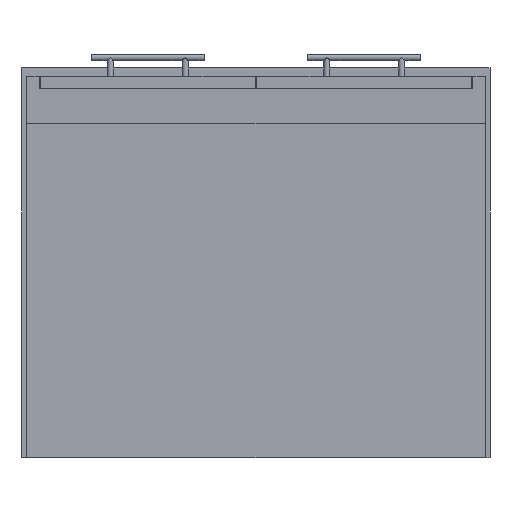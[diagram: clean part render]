
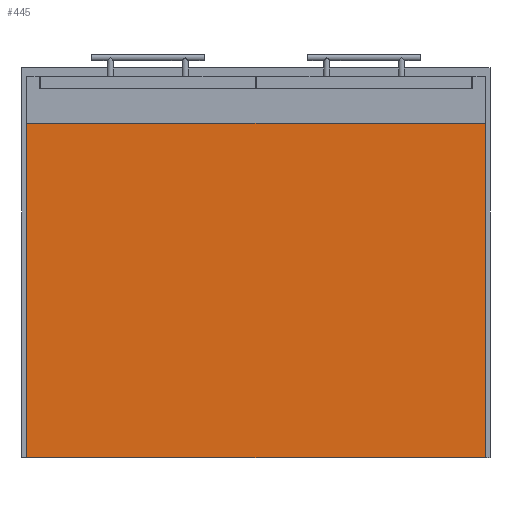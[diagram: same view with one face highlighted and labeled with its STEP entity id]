
A CAD part, front view. The second image highlights one B-rep face of the part: STEP entity #445.
In plain terms, the highlighted planar face has unit normal (0, -1, 0).
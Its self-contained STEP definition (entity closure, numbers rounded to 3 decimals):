
#86 = VERTEX_POINT ( 'NONE', #878 ) ;
#187 = EDGE_CURVE ( 'NONE', #1212, #86, #1452, .T. ) ;
#210 = CARTESIAN_POINT ( 'NONE',  ( 294., -490., 429. ) ) ;
#226 = ORIENTED_EDGE ( 'NONE', *, *, #187, .F. ) ;
#252 = CARTESIAN_POINT ( 'NONE',  ( 748.468, -490., 0. ) ) ;
#420 = CARTESIAN_POINT ( 'NONE',  ( -294., -490., 0. ) ) ;
#445 = ADVANCED_FACE ( 'NONE', ( #1988 ), #616, .T. ) ;
#518 = CARTESIAN_POINT ( 'NONE',  ( 294., -490., 0. ) ) ;
#616 = PLANE ( 'NONE',  #1036 ) ;
#761 = LINE ( 'NONE', #518, #2007 ) ;
#779 = EDGE_CURVE ( 'NONE', #1314, #86, #1108, .T. ) ;
#789 = CARTESIAN_POINT ( 'NONE',  ( 748.468, -490., 0. ) ) ;
#804 = DIRECTION ( 'NONE',  ( -1., 0., 0. ) ) ;
#814 = LINE ( 'NONE', #252, #1064 ) ;
#850 = DIRECTION ( 'NONE',  ( 0., 0., 1. ) ) ;
#878 = CARTESIAN_POINT ( 'NONE',  ( -294., -490., 429. ) ) ;
#905 = VECTOR ( 'NONE', #804, 1000. ) ;
#1036 = AXIS2_PLACEMENT_3D ( 'NONE', #789, #1698, #2050 ) ;
#1064 = VECTOR ( 'NONE', #1711, 1000. ) ;
#1106 = VERTEX_POINT ( 'NONE', #1977 ) ;
#1108 = LINE ( 'NONE', #1709, #905 ) ;
#1212 = VERTEX_POINT ( 'NONE', #420 ) ;
#1224 = CARTESIAN_POINT ( 'NONE',  ( -294., -490., 0. ) ) ;
#1225 = EDGE_LOOP ( 'NONE', ( #2225, #2195, #1941, #226 ) ) ;
#1314 = VERTEX_POINT ( 'NONE', #210 ) ;
#1452 = LINE ( 'NONE', #1224, #1590 ) ;
#1502 = EDGE_CURVE ( 'NONE', #1106, #1212, #814, .T. ) ;
#1590 = VECTOR ( 'NONE', #850, 1000. ) ;
#1698 = DIRECTION ( 'NONE',  ( 0., -1., 0. ) ) ;
#1709 = CARTESIAN_POINT ( 'NONE',  ( 748.468, -490., 429. ) ) ;
#1711 = DIRECTION ( 'NONE',  ( -1., 0., 0. ) ) ;
#1882 = EDGE_CURVE ( 'NONE', #1106, #1314, #761, .T. ) ;
#1941 = ORIENTED_EDGE ( 'NONE', *, *, #779, .T. ) ;
#1948 = DIRECTION ( 'NONE',  ( 0., 0., 1. ) ) ;
#1977 = CARTESIAN_POINT ( 'NONE',  ( 294., -490., 0. ) ) ;
#1988 = FACE_OUTER_BOUND ( 'NONE', #1225, .T. ) ;
#2007 = VECTOR ( 'NONE', #1948, 1000. ) ;
#2050 = DIRECTION ( 'NONE',  ( 0., 0., -1. ) ) ;
#2195 = ORIENTED_EDGE ( 'NONE', *, *, #1882, .T. ) ;
#2225 = ORIENTED_EDGE ( 'NONE', *, *, #1502, .F. ) ;
